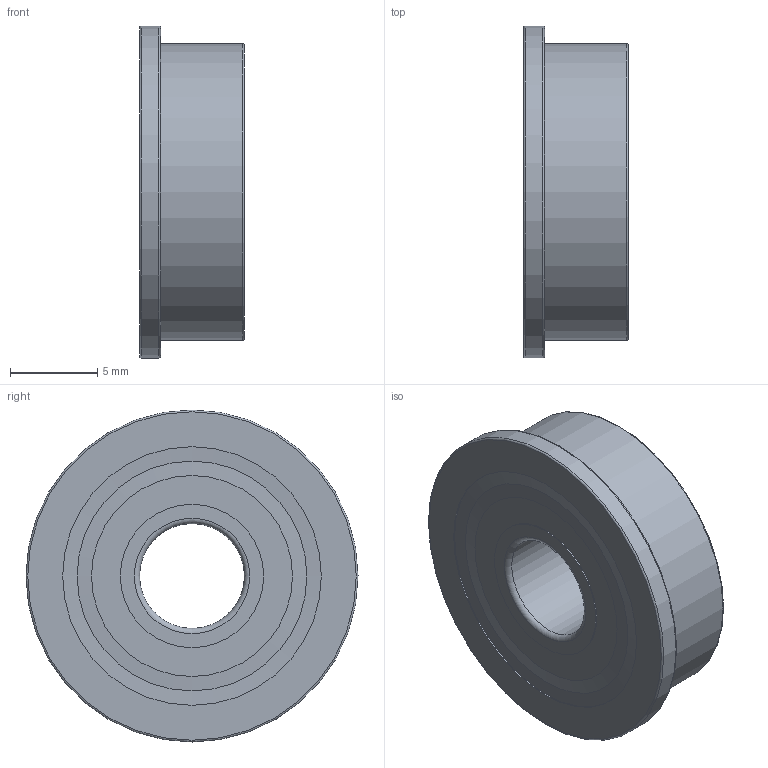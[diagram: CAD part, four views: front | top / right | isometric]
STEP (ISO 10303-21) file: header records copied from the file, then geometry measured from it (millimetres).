
FILE_DESCRIPTION( ( 'STEP AP214' ), '1' );
FILE_NAME( 'W 606 R-2Z.stp', '2020-10-02T19:26:33', ( 'License CC BY-ND 4.0' ), ( 'CADENAS' ), ' ', 'PARTsolutions', ' ' );
FILE_SCHEMA( ( 'AUTOMOTIVE_DESIGN { 1 0 10303 214 1 1 1 1 }' ) );
Length unit declared in the file: millimetre
Products named in the file (5): W 606 R-2Z; _W 606 R-2Z_PART1; _W 606 R-2Z_PART2; _W 606 R-2Z_PART3; _W 606 R-2Z_PART4
Assembly tree (14 placements, depth 2):
  W 606 R-2Z
    _W 606 R-2Z_PART1
    _W 606 R-2Z_PART2
    _W 606 R-2Z_PART3  x6
    _W 606 R-2Z_PART4  x6
Bounding box: 6 x 19 x 19 mm (x, y, z)
Volume: 825.4 mm3; surface area: 1920.5 mm2
Topology: 8 solids, 8 shells, 51 faces, 98 edges, 66 vertices
Faces by surface type: plane 13, cylinder 13, torus 11, cone 8, sphere 6
Full cylindrical faces by diameter (mm): 6.001 x1, 8.2 x2, 9.026 x2, 13.646 x2, 14.8 x4, 17 x1, 19 x1
Entity records: 1472 total; most frequent: DIRECTION 212, CARTESIAN_POINT 155, AXIS2_PLACEMENT_3D 106, EDGE_LOOP 90, ORIENTED_EDGE 90, FACE_OUTER_BOUND 69, VERTEX_POINT 48, STYLED_ITEM 46
